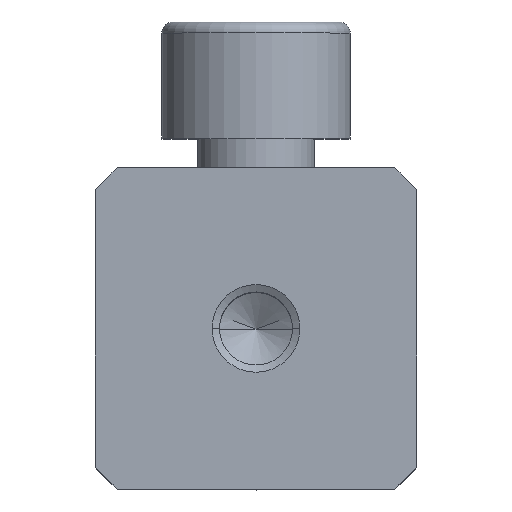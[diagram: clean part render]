
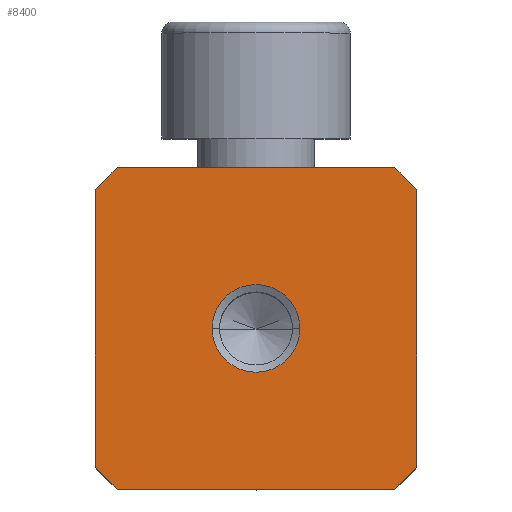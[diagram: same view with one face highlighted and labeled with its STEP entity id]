
A CAD part, top view. The second image highlights one B-rep face of the part: STEP entity #8400.
In plain terms, the highlighted planar face has unit normal (0, 0, 1).
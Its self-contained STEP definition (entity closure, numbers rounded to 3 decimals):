
#7540=CARTESIAN_POINT('',(0.,0.,35.));
#7550=DIRECTION('',(0.,0.,1.));
#7560=DIRECTION('',(1.,0.,0.));
#7570=AXIS2_PLACEMENT_3D('',#7540,#7550,#7560);
#7580=PLANE('',#7570);
#7590=CARTESIAN_POINT('',(11.,11.,35.));
#7600=DIRECTION('',(0.,0.,1.));
#7610=DIRECTION('',(1.,0.,0.));
#7620=AXIS2_PLACEMENT_3D('',#7590,#7600,#7610);
#7630=CIRCLE('',#7620,3.);
#7640=CARTESIAN_POINT('',(14.,11.,35.));
#7650=VERTEX_POINT('',#7640);
#7660=CARTESIAN_POINT('',(8.,11.,35.));
#7670=VERTEX_POINT('',#7660);
#7680=EDGE_CURVE('',#7650,#7670,#7630,.T.);
#7690=ORIENTED_EDGE('',*,*,#7680,.F.);
#7700=EDGE_CURVE('',#7670,#7650,#7630,.T.);
#7710=ORIENTED_EDGE('',*,*,#7700,.F.);
#7720=EDGE_LOOP('',(#7710,#7690));
#7730=FACE_BOUND('',#7720,.T.);
#7740=CARTESIAN_POINT('',(-20.5,0.,35.));
#7750=DIRECTION('',(-0.707,-0.707,0.));
#7760=VECTOR('',#7750,1.);
#7770=LINE('',#7740,#7760);
#7780=CARTESIAN_POINT('',(1.5,22.,35.));
#7790=VERTEX_POINT('',#7780);
#7800=CARTESIAN_POINT('',(0.,20.5,35.));
#7810=VERTEX_POINT('',#7800);
#7820=EDGE_CURVE('',#7790,#7810,#7770,.T.);
#7830=ORIENTED_EDGE('',*,*,#7820,.T.);
#7840=CARTESIAN_POINT('',(22.,22.,35.));
#7850=DIRECTION('',(-1.,0.,0.));
#7860=VECTOR('',#7850,1.);
#7870=LINE('',#7840,#7860);
#7880=CARTESIAN_POINT('',(20.5,22.,35.));
#7890=VERTEX_POINT('',#7880);
#7900=EDGE_CURVE('',#7890,#7790,#7870,.T.);
#7910=ORIENTED_EDGE('',*,*,#7900,.T.);
#7920=CARTESIAN_POINT('',(42.5,0.,35.));
#7930=DIRECTION('',(0.707,-0.707,0.));
#7940=VECTOR('',#7930,1.);
#7950=LINE('',#7920,#7940);
#7960=CARTESIAN_POINT('',(22.,20.5,35.));
#7970=VERTEX_POINT('',#7960);
#7980=EDGE_CURVE('',#7890,#7970,#7950,.T.);
#7990=ORIENTED_EDGE('',*,*,#7980,.F.);
#8000=CARTESIAN_POINT('',(22.,0.,35.));
#8010=DIRECTION('',(0.,1.,0.));
#8020=VECTOR('',#8010,1.);
#8030=LINE('',#8000,#8020);
#8040=CARTESIAN_POINT('',(22.,1.5,35.));
#8050=VERTEX_POINT('',#8040);
#8060=EDGE_CURVE('',#8050,#7970,#8030,.T.);
#8070=ORIENTED_EDGE('',*,*,#8060,.T.);
#8080=CARTESIAN_POINT('',(20.5,0.,35.));
#8090=DIRECTION('',(-0.707,-0.707,0.));
#8100=VECTOR('',#8090,1.);
#8110=LINE('',#8080,#8100);
#8120=CARTESIAN_POINT('',(20.5,0.,35.));
#8130=VERTEX_POINT('',#8120);
#8140=EDGE_CURVE('',#8050,#8130,#8110,.T.);
#8150=ORIENTED_EDGE('',*,*,#8140,.F.);
#8160=CARTESIAN_POINT('',(0.,0.,35.));
#8170=DIRECTION('',(1.,0.,0.));
#8180=VECTOR('',#8170,1.);
#8190=LINE('',#8160,#8180);
#8200=CARTESIAN_POINT('',(1.5,0.,35.));
#8210=VERTEX_POINT('',#8200);
#8220=EDGE_CURVE('',#8210,#8130,#8190,.T.);
#8230=ORIENTED_EDGE('',*,*,#8220,.T.);
#8240=CARTESIAN_POINT('',(1.5,0.,35.));
#8250=DIRECTION('',(-0.707,0.707,0.));
#8260=VECTOR('',#8250,1.);
#8270=LINE('',#8240,#8260);
#8280=CARTESIAN_POINT('',(0.,1.5,35.));
#8290=VERTEX_POINT('',#8280);
#8300=EDGE_CURVE('',#8210,#8290,#8270,.T.);
#8310=ORIENTED_EDGE('',*,*,#8300,.F.);
#8320=CARTESIAN_POINT('',(0.,22.,35.));
#8330=DIRECTION('',(0.,-1.,0.));
#8340=VECTOR('',#8330,1.);
#8350=LINE('',#8320,#8340);
#8360=EDGE_CURVE('',#7810,#8290,#8350,.T.);
#8370=ORIENTED_EDGE('',*,*,#8360,.T.);
#8380=EDGE_LOOP('',(#8370,#8310,#8230,#8150,#8070,#7990,#7910,#7830));
#8390=FACE_OUTER_BOUND('',#8380,.T.);
#8400=ADVANCED_FACE('',(#7730,#8390),#7580,.T.);
